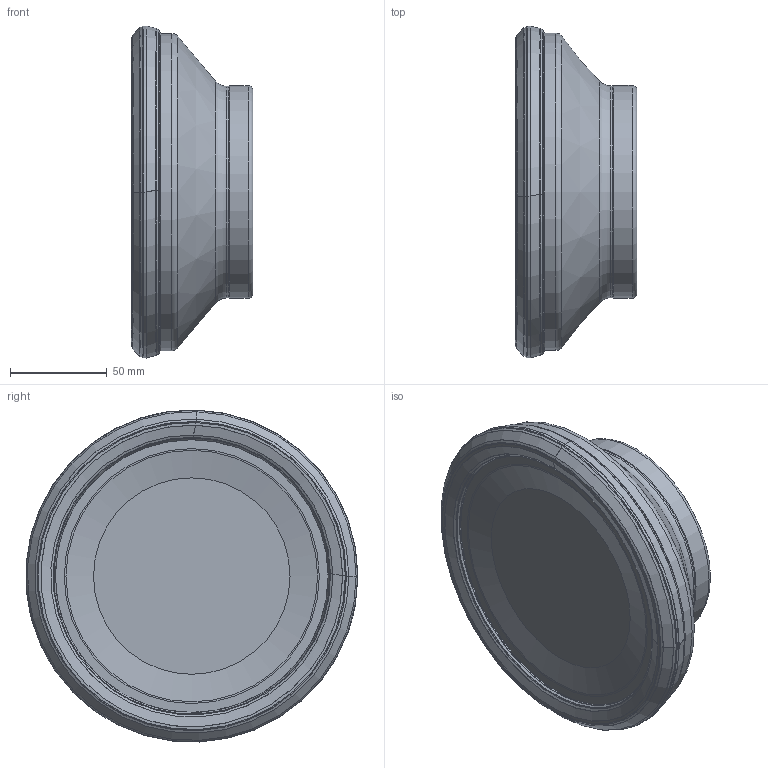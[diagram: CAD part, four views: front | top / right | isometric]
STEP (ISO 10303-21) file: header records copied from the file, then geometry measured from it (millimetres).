
FILE_DESCRIPTION(/* description */ (''),/* implementation_level */ '2;1');
FILE_NAME(/* name */ 'model1.stp',/* time_stamp */ '2023-10-23T14:24:16+03:00',/* author */ (''),/* organization */ (''),/* preprocessor_version */ 'ST-DEVELOPER v19.4',/* originating_system */ 'SIEMENS PLM Software NX2306.3001',/* authorisation */ '');
FILE_SCHEMA (('AUTOMOTIVE_DESIGN { 1 0 10303 214 3 1 1 1 }'));
Length unit declared in the file: millimetre
Products named in the file (1): model1_objects
Bounding box: 63 x 171.59 x 171.7 mm (x, y, z)
Volume: 880670.7 mm3; surface area: 111547 mm2
Topology: 2 solids, 3 shells, 128 faces, 252 edges, 127 vertices
Faces by surface type: bspline 101, plane 11, torus 8, cone 3, cylinder 3, revolution 2
Full cylindrical faces by diameter (mm): 109.5 x1, 110 x1, 164 x1
Entity records: 4221 total; most frequent: CARTESIAN_POINT 1814, ORIENTED_EDGE 470, DIRECTION 440, EDGE_CURVE 235, AXIS2_PLACEMENT_3D 177, CIRCLE 151, EDGE_LOOP 146, ADVANCED_FACE 128
